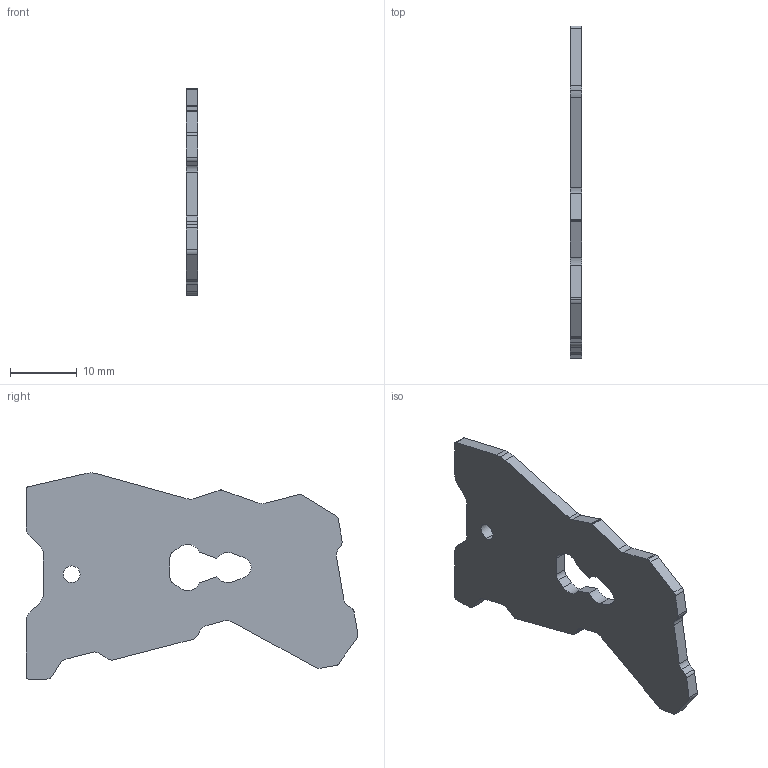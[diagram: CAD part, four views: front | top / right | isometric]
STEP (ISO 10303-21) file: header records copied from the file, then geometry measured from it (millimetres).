
FILE_DESCRIPTION (( 'STEP AP203' ), '1' );
FILE_NAME ('SideplateLegMount_Default_sldprt.STEP', '2021-02-13T10:56:46', ( '' ), ( '' ), 'SwSTEP 2.0', 'SolidWorks 2019', '' );
FILE_SCHEMA (( 'CONFIG_CONTROL_DESIGN' ));
Length unit declared in the file: millimetre
Products named in the file (1): SideplateLegMount_Default_sldprt
Bounding box: 1.75 x 49.83 x 30.97 mm (x, y, z)
Volume: 1857.4 mm3; surface area: 2467 mm2
Topology: 1 solids, 1 shells, 77 faces, 225 edges, 150 vertices
Faces by surface type: cylinder 42, plane 35
Entity records: 2668 total; most frequent: DIRECTION 465, CARTESIAN_POINT 453, ORIENTED_EDGE 450, EDGE_CURVE 225, AXIS2_PLACEMENT_3D 162, VERTEX_POINT 150, LINE 141, VECTOR 141
